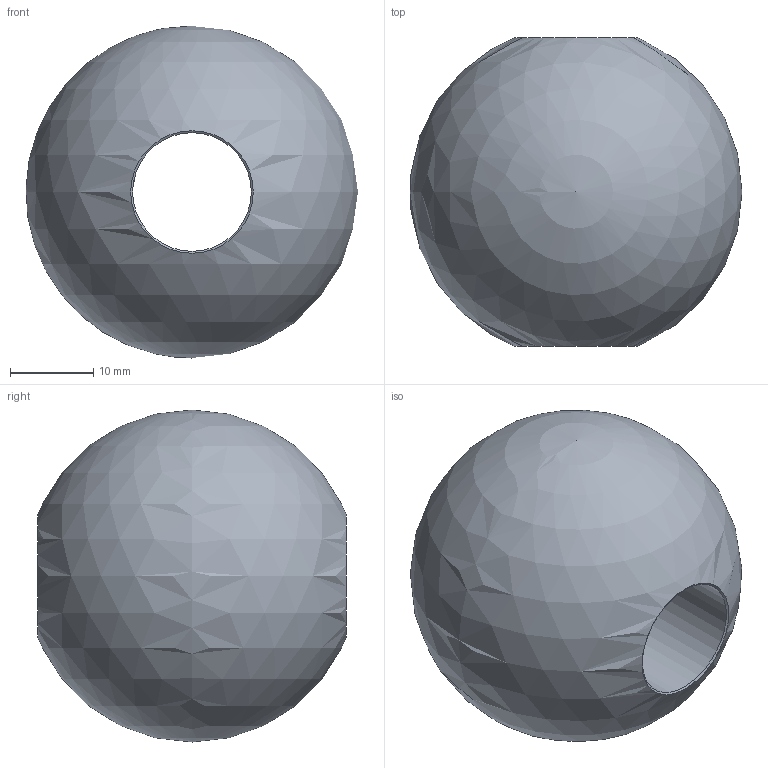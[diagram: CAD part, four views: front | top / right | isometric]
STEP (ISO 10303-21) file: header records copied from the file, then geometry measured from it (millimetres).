
FILE_DESCRIPTION (( 'STEP AP203' ), '1' );
FILE_NAME ('3575-D.step', '2020-02-04T09:52:59', ( '' ), ( '' ), 'SwSTEP 2.0', 'SolidWorks 2015', '' );
FILE_SCHEMA (( 'CONFIG_CONTROL_DESIGN' ));
Length unit declared in the file: millimetre
Products named in the file (2): 3575-D
Bounding box: 39.99 x 37.18 x 40 mm (x, y, z)
Volume: 27293.2 mm3; surface area: 6356.3 mm2
Topology: 1 solids, 1 shells, 192 faces, 521 edges, 347 vertices
Faces by surface type: plane 85, bspline 85, cylinder 19, cone 2, sphere 1
Full cylindrical faces by diameter (mm): 14.3 x1
Entity records: 9432 total; most frequent: CARTESIAN_POINT 5018, ORIENTED_EDGE 1028, DIRECTION 626, EDGE_CURVE 514, VERTEX_POINT 344, LINE 248, VECTOR 248, EDGE_LOOP 214
